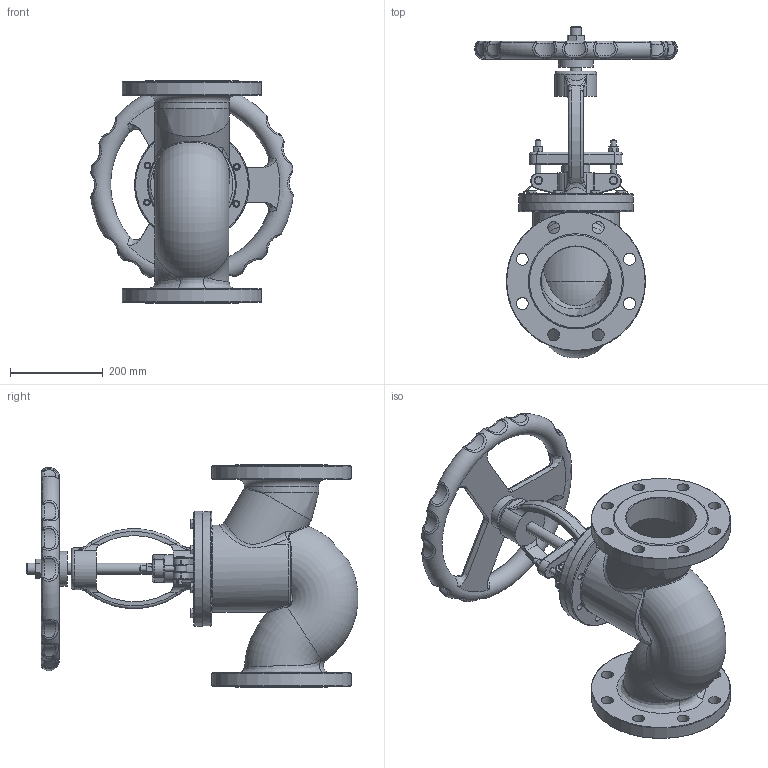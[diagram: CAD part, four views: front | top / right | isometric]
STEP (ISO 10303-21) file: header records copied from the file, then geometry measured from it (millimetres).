
FILE_DESCRIPTION(/* description */ (''),/* implementation_level */ '2;1');
FILE_NAME(/* name */ 'DN150_3D_STEP.stp',/* time_stamp */ '2025-04-20T13:12:05+03:00',/* author */ ('igorr'),/* organization */ (''),/* preprocessor_version */ 'ST-DEVELOPER v20',/* originating_system */ 'Autodesk Inventor 2025',/* authorisation */ '');
FILE_SCHEMA (('AUTOMOTIVE_DESIGN { 1 0 10303 214 3 1 1 }'));
Length unit declared in the file: millimetre
Products named in the file (6): Сборка1; Деталь1; Деталь2; ANSI B18.2.4.2M - M12x1,75; ANSI B18.2.4.2M - M24x3; AS 1110 - M12 x 20
Assembly tree (13 placements, depth 2):
  Сборка1
    Деталь1
    Деталь2
    ANSI B18.2.4.2M - M12x1,75  x2
    ANSI B18.2.4.2M - M24x3
    AS 1110 - M12 x 20  x8
Bounding box: 436.18 x 714.65 x 480 mm (x, y, z)
Volume: 14356640 mm3; surface area: 1485367.8 mm2
Topology: 13 solids, 13 shells, 775 faces, 1802 edges, 1076 vertices
Faces by surface type: plane 257, cylinder 183, bspline 117, cone 103, torus 85, sphere 30
Full cylindrical faces by diameter (mm): 2.1 x2, 3 x2, 9 x4, 10.106 x2, 12 x14, 14.738 x16, 15 x1, 18 x10, 20.752 x1, 24 x3, 26 x16, 32.5 x1, 48 x1, 60 x1, 75 x2, 90 x1, 150 x3, 160 x2, 187.268 x1, 246.81 x2, 300 x2
Entity records: 29130 total; most frequent: CARTESIAN_POINT 15296, ORIENTED_EDGE 2754, DIRECTION 2669, EDGE_CURVE 1377, AXIS2_PLACEMENT_3D 1153, VERTEX_POINT 837, EDGE_LOOP 704, CIRCLE 652
